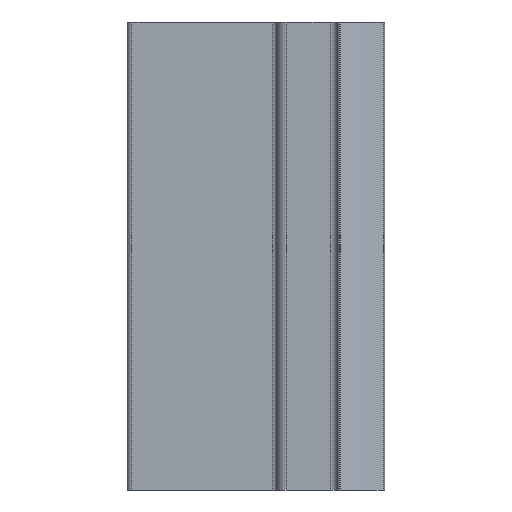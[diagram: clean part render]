
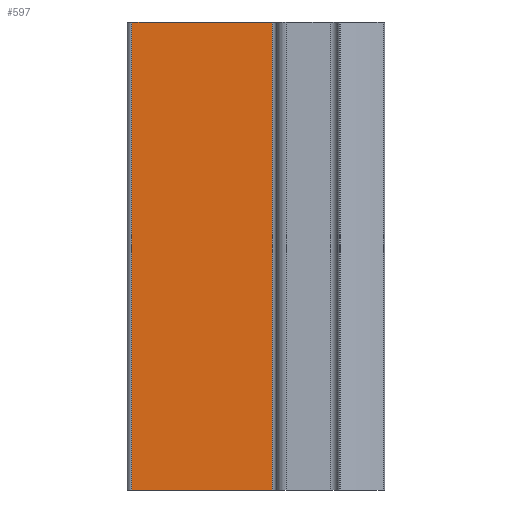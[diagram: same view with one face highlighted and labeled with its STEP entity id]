
A CAD part, left-side view. The second image highlights one B-rep face of the part: STEP entity #597.
In plain terms, the highlighted planar face has unit normal (-1, 0, 0).
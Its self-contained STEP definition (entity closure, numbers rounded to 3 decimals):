
#44 = VERTEX_POINT ( 'NONE', #784 ) ;
#48 = ORIENTED_EDGE ( 'NONE', *, *, #585, .T. ) ;
#87 = ORIENTED_EDGE ( 'NONE', *, *, #572, .F. ) ;
#112 = ORIENTED_EDGE ( 'NONE', *, *, #569, .T. ) ;
#125 = ORIENTED_EDGE ( 'NONE', *, *, #571, .F. ) ;
#164 = VECTOR ( 'NONE', #528, 1000. ) ;
#185 = FACE_OUTER_BOUND ( 'NONE', #780, .T. ) ;
#197 = VECTOR ( 'NONE', #884, 1000. ) ;
#200 = VECTOR ( 'NONE', #815, 1000. ) ;
#218 = VECTOR ( 'NONE', #871, 1000. ) ;
#222 = AXIS2_PLACEMENT_3D ( 'NONE', #490, #489, #488 ) ;
#371 = CARTESIAN_POINT ( 'NONE',  ( 7., 22., 50. ) ) ;
#385 = CARTESIAN_POINT ( 'NONE',  ( 7., 7., 0. ) ) ;
#432 = CARTESIAN_POINT ( 'NONE',  ( 7., 7., 50. ) ) ;
#488 = DIRECTION ( 'NONE',  ( 0., 0., 1. ) ) ;
#489 = DIRECTION ( 'NONE',  ( -1., 0., 0. ) ) ;
#490 = CARTESIAN_POINT ( 'NONE',  ( 7., 7., 50. ) ) ;
#491 = PLANE ( 'NONE',  #222 ) ;
#528 = DIRECTION ( 'NONE',  ( 0., 1., 0. ) ) ;
#529 = CARTESIAN_POINT ( 'NONE',  ( 7., 7., 50. ) ) ;
#530 = LINE ( 'NONE', #529, #164 ) ;
#569 = EDGE_CURVE ( 'NONE', #844, #44, #811, .T. ) ;
#571 = EDGE_CURVE ( 'NONE', #843, #44, #886, .T. ) ;
#572 = EDGE_CURVE ( 'NONE', #821, #843, #875, .T. ) ;
#585 = EDGE_CURVE ( 'NONE', #821, #844, #530, .T. ) ;
#597 = ADVANCED_FACE ( 'NONE', ( #185 ), #491, .T. ) ;
#780 = EDGE_LOOP ( 'NONE', ( #125, #87, #48, #112 ) ) ;
#784 = CARTESIAN_POINT ( 'NONE',  ( 7., 22., 0. ) ) ;
#811 = LINE ( 'NONE', #903, #200 ) ;
#815 = DIRECTION ( 'NONE',  ( 0., 0., -1. ) ) ;
#821 = VERTEX_POINT ( 'NONE', #432 ) ;
#843 = VERTEX_POINT ( 'NONE', #385 ) ;
#844 = VERTEX_POINT ( 'NONE', #371 ) ;
#860 = CARTESIAN_POINT ( 'NONE',  ( 7., 7., 0. ) ) ;
#871 = DIRECTION ( 'NONE',  ( 0., 0., -1. ) ) ;
#875 = LINE ( 'NONE', #896, #218 ) ;
#884 = DIRECTION ( 'NONE',  ( 0., 1., 0. ) ) ;
#886 = LINE ( 'NONE', #860, #197 ) ;
#896 = CARTESIAN_POINT ( 'NONE',  ( 7., 7., 50. ) ) ;
#903 = CARTESIAN_POINT ( 'NONE',  ( 7., 22., 50. ) ) ;
